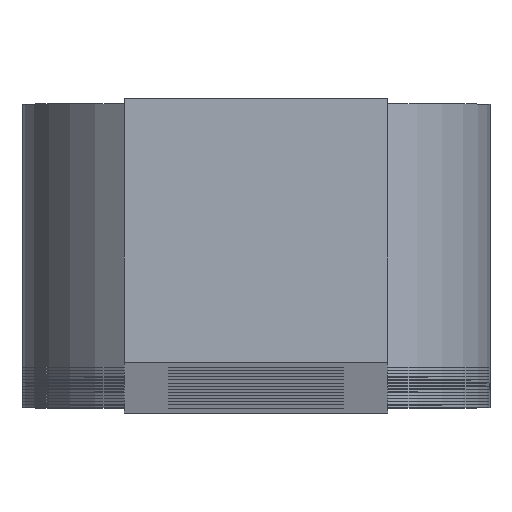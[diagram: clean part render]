
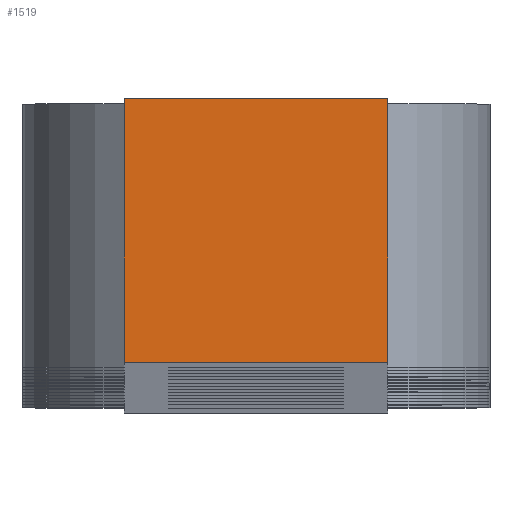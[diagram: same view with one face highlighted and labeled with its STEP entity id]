
A CAD part, top view. The second image highlights one B-rep face of the part: STEP entity #1519.
In plain terms, the highlighted planar face has unit normal (0, 0, 1).
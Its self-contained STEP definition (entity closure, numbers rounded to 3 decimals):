
#40 = LINE ( 'NONE', #3055, #4897 ) ;
#211 = VECTOR ( 'NONE', #3534, 1000. ) ;
#605 = EDGE_CURVE ( 'NONE', #8628, #1979, #9955, .T. ) ;
#1120 = DIRECTION ( 'NONE',  ( 0., 0., 1. ) ) ;
#1519 = ADVANCED_FACE ( 'NONE', ( #9081 ), #5250, .T. ) ;
#1713 = LINE ( 'NONE', #12618, #12846 ) ;
#1979 = VERTEX_POINT ( 'NONE', #3037 ) ;
#2248 = DIRECTION ( 'NONE',  ( 1., 0., 0. ) ) ;
#3037 = CARTESIAN_POINT ( 'NONE',  ( 9., 9., 1000. ) ) ;
#3047 = VERTEX_POINT ( 'NONE', #11827 ) ;
#3055 = CARTESIAN_POINT ( 'NONE',  ( -9., 9., 1000. ) ) ;
#3534 = DIRECTION ( 'NONE',  ( 0., 1., 0. ) ) ;
#4118 = EDGE_CURVE ( 'NONE', #3047, #8628, #10902, .T. ) ;
#4818 = VECTOR ( 'NONE', #4973, 1000. ) ;
#4897 = VECTOR ( 'NONE', #10499, 1000. ) ;
#4973 = DIRECTION ( 'NONE',  ( 1., 0., 0. ) ) ;
#5069 = CARTESIAN_POINT ( 'NONE',  ( -9., -9., 1000. ) ) ;
#5250 = PLANE ( 'NONE',  #10528 ) ;
#7055 = EDGE_CURVE ( 'NONE', #1979, #8642, #40, .T. ) ;
#7334 = EDGE_CURVE ( 'NONE', #8642, #3047, #1713, .T. ) ;
#7586 = EDGE_LOOP ( 'NONE', ( #8839, #11260, #10228, #9193 ) ) ;
#7997 = CARTESIAN_POINT ( 'NONE',  ( -9., 9., 1000. ) ) ;
#8628 = VERTEX_POINT ( 'NONE', #13221 ) ;
#8642 = VERTEX_POINT ( 'NONE', #7997 ) ;
#8839 = ORIENTED_EDGE ( 'NONE', *, *, #605, .T. ) ;
#9081 = FACE_OUTER_BOUND ( 'NONE', #7586, .T. ) ;
#9193 = ORIENTED_EDGE ( 'NONE', *, *, #4118, .T. ) ;
#9955 = LINE ( 'NONE', #10125, #211 ) ;
#10125 = CARTESIAN_POINT ( 'NONE',  ( 9., 9., 1000. ) ) ;
#10228 = ORIENTED_EDGE ( 'NONE', *, *, #7334, .T. ) ;
#10499 = DIRECTION ( 'NONE',  ( -1., 0., 0. ) ) ;
#10528 = AXIS2_PLACEMENT_3D ( 'NONE', #11778, #1120, #2248 ) ;
#10902 = LINE ( 'NONE', #5069, #4818 ) ;
#11260 = ORIENTED_EDGE ( 'NONE', *, *, #7055, .T. ) ;
#11778 = CARTESIAN_POINT ( 'NONE',  ( 0., 0., 1000. ) ) ;
#11827 = CARTESIAN_POINT ( 'NONE',  ( -9., -9., 1000. ) ) ;
#12618 = CARTESIAN_POINT ( 'NONE',  ( -9., 9., 1000. ) ) ;
#12658 = DIRECTION ( 'NONE',  ( 0., -1., 0. ) ) ;
#12846 = VECTOR ( 'NONE', #12658, 1000. ) ;
#13221 = CARTESIAN_POINT ( 'NONE',  ( 9., -9., 1000. ) ) ;
